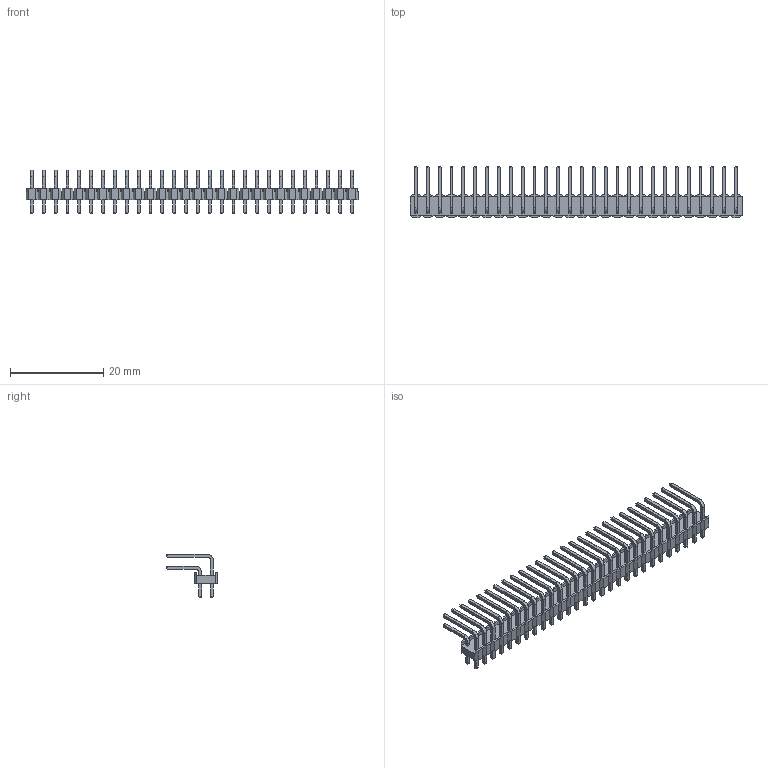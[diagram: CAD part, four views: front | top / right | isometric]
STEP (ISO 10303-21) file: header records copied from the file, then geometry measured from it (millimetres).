
FILE_DESCRIPTION(('STEP AP214'), '1');
FILE_NAME('PLD-R8', '', ('UNSPECIFIED'), ('UNSPECIFIED'), 'ASCON STEP Converter 1.6', 'ASCON Math Kernel', '');
FILE_SCHEMA(('AUTOMOTIVE_DESIGN { 1 0 10303 214 3 1 1}'));
Length unit declared in the file: millimetre
Bounding box: 71.12 x 11.08 x 9.32 mm (x, y, z)
Volume: 961.2 mm3; surface area: 3181.4 mm2
Topology: 1 solids, 1 shells, 1659 faces, 4106 edges, 2588 vertices
Faces by surface type: plane 1547, cylinder 112
Entity records: 61012 total; most frequent: CARTESIAN_POINT 8354, ORIENTED_EDGE 8212, DIRECTION 7650, EDGE_CURVE 4106, LINE 3882, VECTOR 3882, VERTEX_POINT 2588, AXIS2_PLACEMENT_3D 1884
